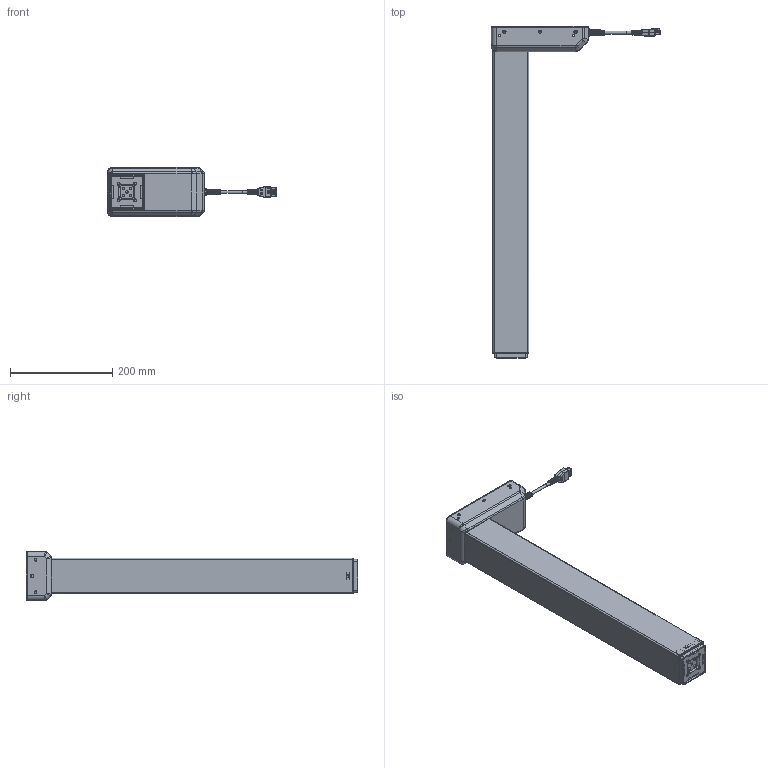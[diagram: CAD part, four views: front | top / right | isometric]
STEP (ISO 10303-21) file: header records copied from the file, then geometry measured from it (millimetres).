
FILE_DESCRIPTION(/* description */ (''),/* implementation_level */ '2;1');
FILE_NAME(/* name */ 'DD472.2.stp',/* time_stamp */ '2021-03-07T18:43:07+01:00',/* author */ (''),/* organization */ (''),/* preprocessor_version */ 'ST-DEVELOPER v16.7',/* originating_system */ 'SIEMENS PLM Software NX 12.0',/* authorisation */ '');
FILE_SCHEMA (('AUTOMOTIVE_DESIGN { 1 0 10303 214 3 1 1 1 }'));
Products named in the file (3): DD472.2P01; DD472.2P02; DD472.2
Assembly tree (2 placements, depth 2):
  DD472.2
    DD472.2P02
    DD472.2P01
Bounding box: 331.1 x 650 x 96 mm (x, y, z)
Volume: 625910.1 mm3; surface area: 771310.7 mm2
Topology: 7 solids, 12 shells, 2480 faces, 6420 edges, 4093 vertices
Faces by surface type: plane 1694, cylinder 392, cone 180, bspline 171, torus 37, sphere 4, extrusion 2
Full cylindrical faces by diameter (mm): 4.2 x2, 4.8 x6, 5 x13, 5.6 x3, 5.8 x3, 6.5 x8, 26 x1, 30 x1, 34 x1
Entity records: 79824 total; most frequent: CARTESIAN_POINT 19975, ORIENTED_EDGE 12596, DIRECTION 11811, EDGE_CURVE 6298, VECTOR 4573, LINE 4571, VERTEX_POINT 4047, AXIS2_PLACEMENT_3D 3619
